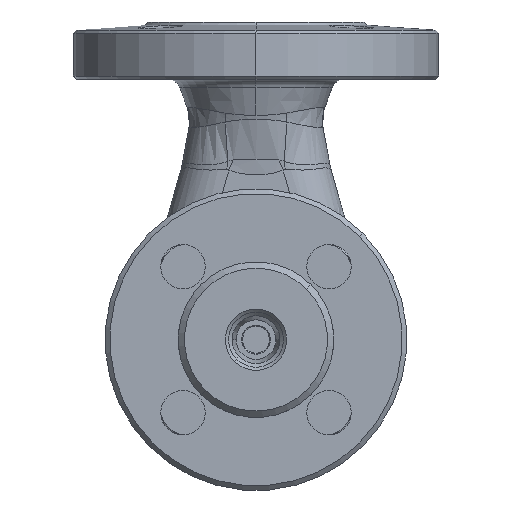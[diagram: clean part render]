
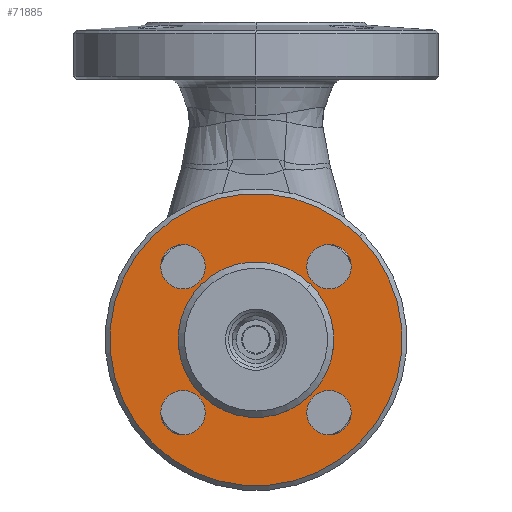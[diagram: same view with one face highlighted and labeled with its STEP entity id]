
A CAD part, front view. The second image highlights one B-rep face of the part: STEP entity #71885.
In plain terms, the highlighted planar face has unit normal (0, -1, 0).
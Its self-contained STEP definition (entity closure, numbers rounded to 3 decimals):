
#1240 = FACE_BOUND ( 'NONE', #101650, .T. ) ;
#1241 = FACE_BOUND ( 'NONE', #101710, .T. ) ;
#1242 = FACE_BOUND ( 'NONE', #101689, .T. ) ;
#1244 = FACE_BOUND ( 'NONE', #101674, .T. ) ;
#1248 = FACE_BOUND ( 'NONE', #101676, .T. ) ;
#1249 = FACE_OUTER_BOUND ( 'NONE', #101652, .T. ) ;
#2030 = PLANE ( 'NONE',  #58471 ) ;
#2040 = CARTESIAN_POINT ( 'NONE',  ( -32.527, -56., 32.527 ) ) ;
#2042 = DIRECTION ( 'NONE',  ( 0., -1., 0. ) ) ;
#2044 = DIRECTION ( 'NONE',  ( 0.707, 0., 0.707 ) ) ;
#13036 = VERTEX_POINT ( 'NONE', #101081 ) ;
#13124 = VERTEX_POINT ( 'NONE', #101144 ) ;
#13347 = VERTEX_POINT ( 'NONE', #101309 ) ;
#13349 = VERTEX_POINT ( 'NONE', #101311 ) ;
#13362 = VERTEX_POINT ( 'NONE', #101326 ) ;
#13578 = VERTEX_POINT ( 'NONE', #101571 ) ;
#13637 = VERTEX_POINT ( 'NONE', #101638 ) ;
#13650 = VERTEX_POINT ( 'NONE', #101653 ) ;
#13712 = VERTEX_POINT ( 'NONE', #101753 ) ;
#13896 = VERTEX_POINT ( 'NONE', #102095 ) ;
#13901 = VERTEX_POINT ( 'NONE', #102104 ) ;
#13930 = VERTEX_POINT ( 'NONE', #102158 ) ;
#15428 = CARTESIAN_POINT ( 'NONE',  ( -22.981, -56., -22.981 ) ) ;
#15429 = DIRECTION ( 'NONE',  ( 0., -1., 0. ) ) ;
#15430 = DIRECTION ( 'NONE',  ( 0.707, 0., 0.707 ) ) ;
#15431 = CARTESIAN_POINT ( 'NONE',  ( 22.981, -56., -22.981 ) ) ;
#15432 = DIRECTION ( 'NONE',  ( 0., -1., 0. ) ) ;
#15433 = DIRECTION ( 'NONE',  ( 0.707, 0., 0.707 ) ) ;
#15434 = CARTESIAN_POINT ( 'NONE',  ( 22.981, -56., 22.981 ) ) ;
#15435 = DIRECTION ( 'NONE',  ( 0., -1., 0. ) ) ;
#15436 = DIRECTION ( 'NONE',  ( 0.707, 0., 0.707 ) ) ;
#15437 = CARTESIAN_POINT ( 'NONE',  ( -22.981, -56., 22.981 ) ) ;
#15438 = DIRECTION ( 'NONE',  ( 0., -1., 0. ) ) ;
#15439 = DIRECTION ( 'NONE',  ( 0.707, 0., 0.707 ) ) ;
#15440 = CARTESIAN_POINT ( 'NONE',  ( 0., -56., 0. ) ) ;
#15441 = DIRECTION ( 'NONE',  ( 0., 1., 0. ) ) ;
#15442 = DIRECTION ( 'NONE',  ( -0.707, 0., -0.707 ) ) ;
#15473 = CARTESIAN_POINT ( 'NONE',  ( 0., -56., 0. ) ) ;
#15474 = DIRECTION ( 'NONE',  ( 0., 1., 0. ) ) ;
#15475 = DIRECTION ( 'NONE',  ( -0.707, 0., -0.707 ) ) ;
#15594 = CARTESIAN_POINT ( 'NONE',  ( -22.981, -56., 22.981 ) ) ;
#15595 = DIRECTION ( 'NONE',  ( 0., -1., 0. ) ) ;
#15596 = DIRECTION ( 'NONE',  ( 0.707, 0., 0.707 ) ) ;
#15597 = CARTESIAN_POINT ( 'NONE',  ( 0., -56., 0. ) ) ;
#15598 = DIRECTION ( 'NONE',  ( 0., 1., 0. ) ) ;
#15599 = DIRECTION ( 'NONE',  ( -0.707, 0., -0.707 ) ) ;
#22971 = CIRCLE ( 'NONE', #44031, 7. ) ;
#22973 = CIRCLE ( 'NONE', #44029, 7. ) ;
#22974 = CIRCLE ( 'NONE', #44034, 7. ) ;
#22975 = CIRCLE ( 'NONE', #44033, 7. ) ;
#22978 = CIRCLE ( 'NONE', #44035, 24.504 ) ;
#22992 = CIRCLE ( 'NONE', #44049, 46. ) ;
#23094 = CIRCLE ( 'NONE', #44087, 7. ) ;
#23097 = CIRCLE ( 'NONE', #44088, 24.504 ) ;
#23119 = CIRCLE ( 'NONE', #44094, 7. ) ;
#30506 = CARTESIAN_POINT ( 'NONE',  ( 0., -56., 0. ) ) ;
#30507 = DIRECTION ( 'NONE',  ( 0., 1., 0. ) ) ;
#30508 = DIRECTION ( 'NONE',  ( -0.707, 0., -0.707 ) ) ;
#30527 = CARTESIAN_POINT ( 'NONE',  ( 22.981, -56., -22.981 ) ) ;
#30528 = DIRECTION ( 'NONE',  ( 0., -1., 0. ) ) ;
#30529 = DIRECTION ( 'NONE',  ( 0.707, 0., 0.707 ) ) ;
#30562 = CARTESIAN_POINT ( 'NONE',  ( -22.981, -56., -22.981 ) ) ;
#30563 = DIRECTION ( 'NONE',  ( 0., -1., 0. ) ) ;
#30564 = DIRECTION ( 'NONE',  ( 0.707, 0., 0.707 ) ) ;
#30947 = CIRCLE ( 'NONE', #43500, 46. ) ;
#30957 = CIRCLE ( 'NONE', #43503, 7. ) ;
#30976 = CIRCLE ( 'NONE', #43513, 7. ) ;
#43500 = AXIS2_PLACEMENT_3D ( 'NONE', #30506, #30507, #30508 ) ;
#43503 = AXIS2_PLACEMENT_3D ( 'NONE', #30527, #30528, #30529 ) ;
#43513 = AXIS2_PLACEMENT_3D ( 'NONE', #30562, #30563, #30564 ) ;
#44029 = AXIS2_PLACEMENT_3D ( 'NONE', #15428, #15429, #15430 ) ;
#44031 = AXIS2_PLACEMENT_3D ( 'NONE', #15431, #15432, #15433 ) ;
#44033 = AXIS2_PLACEMENT_3D ( 'NONE', #15434, #15435, #15436 ) ;
#44034 = AXIS2_PLACEMENT_3D ( 'NONE', #15437, #15438, #15439 ) ;
#44035 = AXIS2_PLACEMENT_3D ( 'NONE', #15440, #15441, #15442 ) ;
#44049 = AXIS2_PLACEMENT_3D ( 'NONE', #15473, #15474, #15475 ) ;
#44087 = AXIS2_PLACEMENT_3D ( 'NONE', #15594, #15595, #15596 ) ;
#44088 = AXIS2_PLACEMENT_3D ( 'NONE', #15597, #15598, #15599 ) ;
#44094 = AXIS2_PLACEMENT_3D ( 'NONE', #94071, #94072, #94073 ) ;
#58471 = AXIS2_PLACEMENT_3D ( 'NONE', #2040, #2042, #2044 ) ;
#67304 = ORIENTED_EDGE ( 'NONE', *, *, #116166, .F. ) ;
#67305 = ORIENTED_EDGE ( 'NONE', *, *, #116096, .F. ) ;
#71885 = ADVANCED_FACE ( 'NONE', ( #1241, #1248, #1242, #1240, #1244, #1249 ), #2030, .T. ) ;
#94071 = CARTESIAN_POINT ( 'NONE',  ( 22.981, -56., 22.981 ) ) ;
#94072 = DIRECTION ( 'NONE',  ( 0., -1., 0. ) ) ;
#94073 = DIRECTION ( 'NONE',  ( 0.707, 0., 0.707 ) ) ;
#100664 = ORIENTED_EDGE ( 'NONE', *, *, #116155, .F. ) ;
#100668 = ORIENTED_EDGE ( 'NONE', *, *, #116097, .F. ) ;
#100709 = ORIENTED_EDGE ( 'NONE', *, *, #116098, .F. ) ;
#100757 = ORIENTED_EDGE ( 'NONE', *, *, #107266, .F. ) ;
#100850 = ORIENTED_EDGE ( 'NONE', *, *, #107254, .F. ) ;
#100857 = ORIENTED_EDGE ( 'NONE', *, *, #116099, .T. ) ;
#100907 = ORIENTED_EDGE ( 'NONE', *, *, #116156, .T. ) ;
#100935 = ORIENTED_EDGE ( 'NONE', *, *, #107245, .F. ) ;
#100980 = ORIENTED_EDGE ( 'NONE', *, *, #116095, .F. ) ;
#101019 = ORIENTED_EDGE ( 'NONE', *, *, #116110, .F. ) ;
#101081 = CARTESIAN_POINT ( 'NONE',  ( 27.931, -56., 27.931 ) ) ;
#101144 = CARTESIAN_POINT ( 'NONE',  ( -32.527, -56., -32.527 ) ) ;
#101309 = CARTESIAN_POINT ( 'NONE',  ( 18.031, -56., -27.931 ) ) ;
#101311 = CARTESIAN_POINT ( 'NONE',  ( 27.931, -56., -18.031 ) ) ;
#101326 = CARTESIAN_POINT ( 'NONE',  ( -17.327, -56., -17.327 ) ) ;
#101571 = CARTESIAN_POINT ( 'NONE',  ( 32.527, -56., 32.527 ) ) ;
#101638 = CARTESIAN_POINT ( 'NONE',  ( -18.031, -56., -18.031 ) ) ;
#101650 = EDGE_LOOP ( 'NONE', ( #100980, #100757 ) ) ;
#101652 = EDGE_LOOP ( 'NONE', ( #100935, #101019 ) ) ;
#101653 = CARTESIAN_POINT ( 'NONE',  ( 17.327, -56., 17.327 ) ) ;
#101674 = EDGE_LOOP ( 'NONE', ( #100857, #100907 ) ) ;
#101676 = EDGE_LOOP ( 'NONE', ( #100668, #67304 ) ) ;
#101689 = EDGE_LOOP ( 'NONE', ( #67305, #100850 ) ) ;
#101710 = EDGE_LOOP ( 'NONE', ( #100709, #100664 ) ) ;
#101753 = CARTESIAN_POINT ( 'NONE',  ( -27.931, -56., -27.931 ) ) ;
#102095 = CARTESIAN_POINT ( 'NONE',  ( -27.931, -56., 18.031 ) ) ;
#102104 = CARTESIAN_POINT ( 'NONE',  ( -18.031, -56., 27.931 ) ) ;
#102158 = CARTESIAN_POINT ( 'NONE',  ( 18.031, -56., 18.031 ) ) ;
#107245 = EDGE_CURVE ( 'NONE', #13124, #13578, #30947, .T. ) ;
#107254 = EDGE_CURVE ( 'NONE', #13347, #13349, #30957, .T. ) ;
#107266 = EDGE_CURVE ( 'NONE', #13712, #13637, #30976, .T. ) ;
#116095 = EDGE_CURVE ( 'NONE', #13637, #13712, #22973, .T. ) ;
#116096 = EDGE_CURVE ( 'NONE', #13349, #13347, #22971, .T. ) ;
#116097 = EDGE_CURVE ( 'NONE', #13036, #13930, #22975, .T. ) ;
#116098 = EDGE_CURVE ( 'NONE', #13901, #13896, #22974, .T. ) ;
#116099 = EDGE_CURVE ( 'NONE', #13362, #13650, #22978, .T. ) ;
#116110 = EDGE_CURVE ( 'NONE', #13578, #13124, #22992, .T. ) ;
#116155 = EDGE_CURVE ( 'NONE', #13896, #13901, #23094, .T. ) ;
#116156 = EDGE_CURVE ( 'NONE', #13650, #13362, #23097, .T. ) ;
#116166 = EDGE_CURVE ( 'NONE', #13930, #13036, #23119, .T. ) ;
